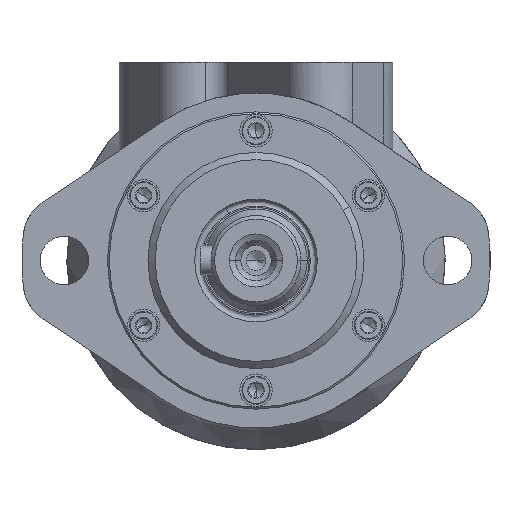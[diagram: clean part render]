
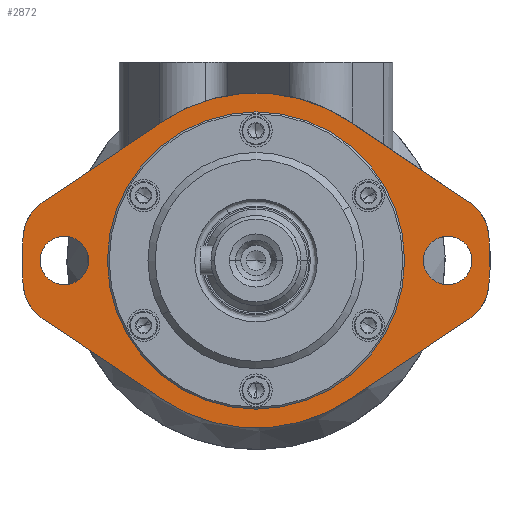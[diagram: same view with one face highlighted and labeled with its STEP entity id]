
A CAD part, front view. The second image highlights one B-rep face of the part: STEP entity #2872.
In plain terms, the highlighted planar face has unit normal (0, -1, 0).
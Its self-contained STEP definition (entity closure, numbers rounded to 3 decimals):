
#719=CARTESIAN_POINT('',(-53.2,-14.,0.));
#720=DIRECTION('',(0.,1.,0.));
#721=DIRECTION('',(0.,0.,1.));
#722=AXIS2_PLACEMENT_3D('',#719,#720,#721);
#724=CARTESIAN_POINT('',(-53.2,-14.,0.));
#725=DIRECTION('',(0.,1.,0.));
#726=DIRECTION('',(0.,0.,-1.));
#727=AXIS2_PLACEMENT_3D('',#724,#725,#726);
#729=CARTESIAN_POINT('',(53.2,-14.,0.));
#730=DIRECTION('',(0.,1.,0.));
#731=DIRECTION('',(0.,0.,1.));
#732=AXIS2_PLACEMENT_3D('',#729,#730,#731);
#734=CARTESIAN_POINT('',(53.2,-14.,0.));
#735=DIRECTION('',(0.,1.,0.));
#736=DIRECTION('',(0.,0.,-1.));
#737=AXIS2_PLACEMENT_3D('',#734,#735,#736);
#739=CARTESIAN_POINT('',(0.,-14.,0.));
#740=DIRECTION('',(0.,-1.,0.));
#741=DIRECTION('',(-0.559,0.,-0.829));
#742=AXIS2_PLACEMENT_3D('',#739,#740,#741);
#744=DIRECTION('',(0.829,0.,-0.559));
#745=VECTOR('',#744,40.234);
#746=CARTESIAN_POINT('',(-59.358,-14.,-16.052));
#747=LINE('',#746,#745);
#748=CARTESIAN_POINT('',(-52.647,-14.,-6.103));
#749=DIRECTION('',(0.,-1.,0.));
#750=DIRECTION('',(-0.993,0.,-0.115));
#751=AXIS2_PLACEMENT_3D('',#748,#749,#750);
#753=CARTESIAN_POINT('',(0.,-14.,0.));
#754=DIRECTION('',(0.,-1.,0.));
#755=DIRECTION('',(-0.993,0.,0.115));
#756=AXIS2_PLACEMENT_3D('',#753,#754,#755);
#758=CARTESIAN_POINT('',(-52.647,-14.,6.103));
#759=DIRECTION('',(0.,-1.,0.));
#760=DIRECTION('',(-0.559,0.,0.829));
#761=AXIS2_PLACEMENT_3D('',#758,#759,#760);
#763=DIRECTION('',(-0.829,0.,-0.559));
#764=VECTOR('',#763,40.234);
#765=CARTESIAN_POINT('',(-26.002,-14.,38.55));
#766=LINE('',#765,#764);
#767=CARTESIAN_POINT('',(0.,-14.,0.));
#768=DIRECTION('',(0.,-1.,0.));
#769=DIRECTION('',(0.559,0.,0.829));
#770=AXIS2_PLACEMENT_3D('',#767,#768,#769);
#772=DIRECTION('',(-0.829,0.,0.559));
#773=VECTOR('',#772,40.234);
#774=CARTESIAN_POINT('',(59.358,-14.,16.052));
#775=LINE('',#774,#773);
#776=CARTESIAN_POINT('',(52.647,-14.,6.103));
#777=DIRECTION('',(0.,-1.,0.));
#778=DIRECTION('',(0.993,0.,0.115));
#779=AXIS2_PLACEMENT_3D('',#776,#777,#778);
#781=CARTESIAN_POINT('',(0.,-14.,0.));
#782=DIRECTION('',(0.,-1.,0.));
#783=DIRECTION('',(0.993,0.,-0.115));
#784=AXIS2_PLACEMENT_3D('',#781,#782,#783);
#786=CARTESIAN_POINT('',(52.647,-14.,-6.103));
#787=DIRECTION('',(0.,-1.,0.));
#788=DIRECTION('',(0.559,0.,-0.829));
#789=AXIS2_PLACEMENT_3D('',#786,#787,#788);
#791=DIRECTION('',(0.829,0.,0.559));
#792=VECTOR('',#791,40.234);
#793=CARTESIAN_POINT('',(26.002,-14.,-38.55));
#794=LINE('',#793,#792);
#795=CARTESIAN_POINT('',(0.,-14.,0.));
#796=DIRECTION('',(0.,-1.,0.));
#797=DIRECTION('',(0.,0.,-1.));
#798=AXIS2_PLACEMENT_3D('',#795,#796,#797);
#800=CARTESIAN_POINT('',(0.,-14.,0.));
#801=DIRECTION('',(0.,-1.,0.));
#802=DIRECTION('',(0.,0.,1.));
#803=AXIS2_PLACEMENT_3D('',#800,#801,#802);
#1844=CARTESIAN_POINT('',(0.,-14.,-41.25));
#1845=CARTESIAN_POINT('',(0.,-14.,41.25));
#1846=VERTEX_POINT('',#1844);
#1847=VERTEX_POINT('',#1845);
#1856=CARTESIAN_POINT('',(-26.002,-14.,-38.55));
#1857=CARTESIAN_POINT('',(26.002,-14.,-38.55));
#1858=VERTEX_POINT('',#1856);
#1859=VERTEX_POINT('',#1857);
#1860=CARTESIAN_POINT('',(59.358,-14.,-16.052));
#1861=VERTEX_POINT('',#1860);
#1862=CARTESIAN_POINT('',(64.568,-14.,-7.485));
#1863=VERTEX_POINT('',#1862);
#1864=CARTESIAN_POINT('',(64.568,-14.,7.485));
#1865=VERTEX_POINT('',#1864);
#1866=CARTESIAN_POINT('',(59.358,-14.,16.052));
#1867=VERTEX_POINT('',#1866);
#1868=CARTESIAN_POINT('',(26.002,-14.,38.55));
#1869=VERTEX_POINT('',#1868);
#1870=CARTESIAN_POINT('',(-26.002,-14.,38.55));
#1871=VERTEX_POINT('',#1870);
#1872=CARTESIAN_POINT('',(-59.358,-14.,16.052));
#1873=VERTEX_POINT('',#1872);
#1874=CARTESIAN_POINT('',(-64.568,-14.,7.485));
#1875=VERTEX_POINT('',#1874);
#1876=CARTESIAN_POINT('',(-64.568,-14.,-7.485));
#1877=VERTEX_POINT('',#1876);
#1878=CARTESIAN_POINT('',(-59.358,-14.,-16.052));
#1879=VERTEX_POINT('',#1878);
#1880=CARTESIAN_POINT('',(-53.2,-14.,6.75));
#1881=CARTESIAN_POINT('',(-53.2,-14.,-6.75));
#1882=VERTEX_POINT('',#1880);
#1883=VERTEX_POINT('',#1881);
#1884=CARTESIAN_POINT('',(53.2,-14.,6.75));
#1885=CARTESIAN_POINT('',(53.2,-14.,-6.75));
#1886=VERTEX_POINT('',#1884);
#1887=VERTEX_POINT('',#1885);
#2828=CARTESIAN_POINT('',(0.,-14.,0.));
#2829=DIRECTION('',(0.,-1.,0.));
#2830=DIRECTION('',(0.,0.,1.));
#2831=AXIS2_PLACEMENT_3D('',#2828,#2829,#2830);
#2832=PLANE('',#2831);
#2834=ORIENTED_EDGE('',*,*,#2833,.F.);
#2835=ORIENTED_EDGE('',*,*,#2670,.F.);
#2836=ORIENTED_EDGE('',*,*,#2688,.F.);
#2838=ORIENTED_EDGE('',*,*,#2837,.F.);
#2840=ORIENTED_EDGE('',*,*,#2839,.F.);
#2842=ORIENTED_EDGE('',*,*,#2841,.F.);
#2844=ORIENTED_EDGE('',*,*,#2843,.F.);
#2845=ORIENTED_EDGE('',*,*,#2535,.F.);
#2847=ORIENTED_EDGE('',*,*,#2846,.F.);
#2849=ORIENTED_EDGE('',*,*,#2848,.F.);
#2851=ORIENTED_EDGE('',*,*,#2850,.F.);
#2853=ORIENTED_EDGE('',*,*,#2852,.F.);
#2854=EDGE_LOOP('',(#2834,#2835,#2836,#2838,#2840,#2842,#2844,#2845,#2847,#2849,
#2851,#2853));
#2855=FACE_OUTER_BOUND('',#2854,.F.);
#2857=ORIENTED_EDGE('',*,*,#2856,.F.);
#2859=ORIENTED_EDGE('',*,*,#2858,.F.);
#2860=EDGE_LOOP('',(#2857,#2859));
#2861=FACE_BOUND('',#2860,.F.);
#2862=ORIENTED_EDGE('',*,*,#2806,.F.);
#2863=ORIENTED_EDGE('',*,*,#2823,.F.);
#2864=EDGE_LOOP('',(#2862,#2863));
#2865=FACE_BOUND('',#2864,.F.);
#2867=ORIENTED_EDGE('',*,*,#2866,.T.);
#2869=ORIENTED_EDGE('',*,*,#2868,.T.);
#2870=EDGE_LOOP('',(#2867,#2869));
#2871=FACE_BOUND('',#2870,.F.);
#2872=ADVANCED_FACE('',(#2855,#2861,#2865,#2871),#2832,.T.);
#723=CIRCLE('',#722,6.75);
#728=CIRCLE('',#727,6.75);
#733=CIRCLE('',#732,6.75);
#738=CIRCLE('',#737,6.75);
#743=CIRCLE('',#742,46.5);
#752=CIRCLE('',#751,12.);
#757=CIRCLE('',#756,65.);
#762=CIRCLE('',#761,12.);
#771=CIRCLE('',#770,46.5);
#780=CIRCLE('',#779,12.);
#785=CIRCLE('',#784,65.);
#790=CIRCLE('',#789,12.);
#799=CIRCLE('',#798,41.25);
#804=CIRCLE('',#803,41.25);
#2535=EDGE_CURVE('',#1867,#1869,#775,.T.);
#2670=EDGE_CURVE('',#1879,#1858,#747,.T.);
#2688=EDGE_CURVE('',#1877,#1879,#752,.T.);
#2806=EDGE_CURVE('',#1882,#1883,#723,.T.);
#2823=EDGE_CURVE('',#1883,#1882,#728,.T.);
#2833=EDGE_CURVE('',#1858,#1859,#743,.T.);
#2837=EDGE_CURVE('',#1875,#1877,#757,.T.);
#2839=EDGE_CURVE('',#1873,#1875,#762,.T.);
#2841=EDGE_CURVE('',#1871,#1873,#766,.T.);
#2843=EDGE_CURVE('',#1869,#1871,#771,.T.);
#2846=EDGE_CURVE('',#1865,#1867,#780,.T.);
#2848=EDGE_CURVE('',#1863,#1865,#785,.T.);
#2850=EDGE_CURVE('',#1861,#1863,#790,.T.);
#2852=EDGE_CURVE('',#1859,#1861,#794,.T.);
#2856=EDGE_CURVE('',#1886,#1887,#733,.T.);
#2858=EDGE_CURVE('',#1887,#1886,#738,.T.);
#2866=EDGE_CURVE('',#1846,#1847,#799,.T.);
#2868=EDGE_CURVE('',#1847,#1846,#804,.T.);
